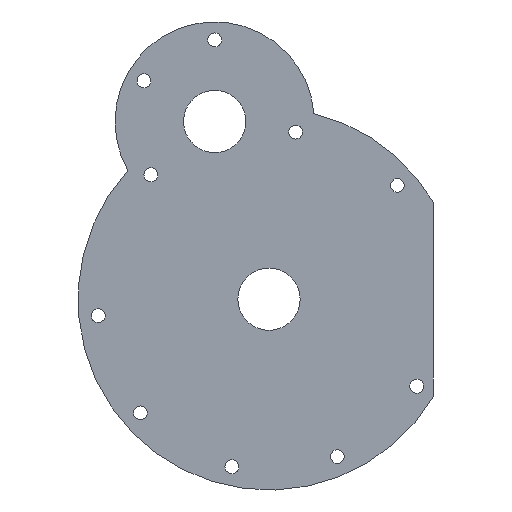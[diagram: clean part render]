
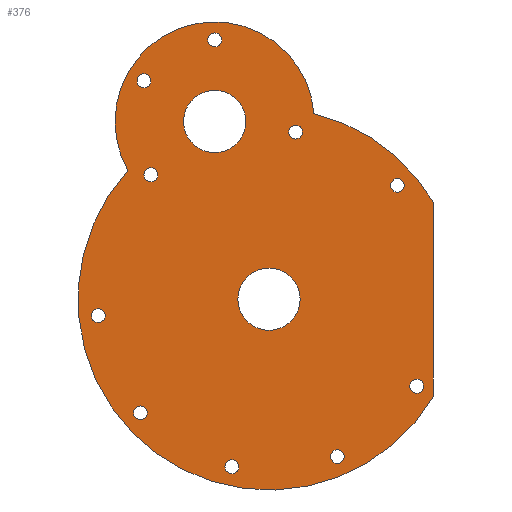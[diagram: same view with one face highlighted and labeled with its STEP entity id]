
A CAD part, left-side view. The second image highlights one B-rep face of the part: STEP entity #376.
In plain terms, the highlighted planar face has unit normal (-1, 0, 0).
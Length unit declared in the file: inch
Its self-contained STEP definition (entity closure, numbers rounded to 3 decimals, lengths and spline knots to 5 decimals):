
#27=FACE_BOUND('',#90,.T.);
#28=FACE_BOUND('',#91,.T.);
#29=FACE_BOUND('',#92,.T.);
#30=FACE_BOUND('',#93,.T.);
#31=FACE_BOUND('',#94,.T.);
#32=FACE_BOUND('',#95,.T.);
#33=FACE_BOUND('',#96,.T.);
#34=FACE_BOUND('',#97,.T.);
#35=FACE_BOUND('',#98,.T.);
#36=FACE_BOUND('',#99,.T.);
#37=FACE_BOUND('',#100,.T.);
#38=FACE_BOUND('',#101,.T.);
#41=PLANE('',#438);
#59=FACE_OUTER_BOUND('',#89,.T.);
#89=EDGE_LOOP('',(#328,#329,#330,#331));
#90=EDGE_LOOP('',(#332));
#91=EDGE_LOOP('',(#333));
#92=EDGE_LOOP('',(#334));
#93=EDGE_LOOP('',(#335));
#94=EDGE_LOOP('',(#336));
#95=EDGE_LOOP('',(#337));
#96=EDGE_LOOP('',(#338));
#97=EDGE_LOOP('',(#339));
#98=EDGE_LOOP('',(#340));
#99=EDGE_LOOP('',(#341));
#100=EDGE_LOOP('',(#342));
#101=EDGE_LOOP('',(#343));
#116=LINE('',#639,#134);
#134=VECTOR('',#535,0.3937);
#139=CIRCLE('',#393,0.125);
#141=CIRCLE('',#396,0.125);
#143=CIRCLE('',#399,0.125);
#145=CIRCLE('',#402,0.125);
#147=CIRCLE('',#405,0.125);
#149=CIRCLE('',#408,0.125);
#151=CIRCLE('',#411,0.125);
#153=CIRCLE('',#414,0.5625);
#155=CIRCLE('',#417,0.125);
#157=CIRCLE('',#420,0.125);
#159=CIRCLE('',#423,0.125);
#161=CIRCLE('',#426,0.5625);
#162=CIRCLE('',#428,3.45);
#164=CIRCLE('',#432,3.45);
#166=CIRCLE('',#435,1.8);
#169=VERTEX_POINT('',#559);
#171=VERTEX_POINT('',#565);
#173=VERTEX_POINT('',#571);
#175=VERTEX_POINT('',#577);
#177=VERTEX_POINT('',#583);
#179=VERTEX_POINT('',#589);
#181=VERTEX_POINT('',#595);
#183=VERTEX_POINT('',#601);
#185=VERTEX_POINT('',#607);
#187=VERTEX_POINT('',#613);
#189=VERTEX_POINT('',#619);
#191=VERTEX_POINT('',#625);
#192=VERTEX_POINT('',#629);
#193=VERTEX_POINT('',#630);
#196=VERTEX_POINT('',#638);
#198=VERTEX_POINT('',#644);
#202=EDGE_CURVE('',#169,#169,#139,.T.);
#205=EDGE_CURVE('',#171,#171,#141,.T.);
#208=EDGE_CURVE('',#173,#173,#143,.T.);
#211=EDGE_CURVE('',#175,#175,#145,.T.);
#214=EDGE_CURVE('',#177,#177,#147,.T.);
#217=EDGE_CURVE('',#179,#179,#149,.T.);
#220=EDGE_CURVE('',#181,#181,#151,.T.);
#223=EDGE_CURVE('',#183,#183,#153,.T.);
#226=EDGE_CURVE('',#185,#185,#155,.T.);
#229=EDGE_CURVE('',#187,#187,#157,.T.);
#232=EDGE_CURVE('',#189,#189,#159,.T.);
#235=EDGE_CURVE('',#191,#191,#161,.T.);
#236=EDGE_CURVE('',#192,#193,#162,.T.);
#240=EDGE_CURVE('',#196,#192,#116,.T.);
#243=EDGE_CURVE('',#198,#196,#164,.T.);
#246=EDGE_CURVE('',#193,#198,#166,.T.);
#328=ORIENTED_EDGE('',*,*,#246,.F.);
#329=ORIENTED_EDGE('',*,*,#236,.F.);
#330=ORIENTED_EDGE('',*,*,#240,.F.);
#331=ORIENTED_EDGE('',*,*,#243,.F.);
#332=ORIENTED_EDGE('',*,*,#202,.T.);
#333=ORIENTED_EDGE('',*,*,#205,.T.);
#334=ORIENTED_EDGE('',*,*,#208,.T.);
#335=ORIENTED_EDGE('',*,*,#211,.T.);
#336=ORIENTED_EDGE('',*,*,#235,.F.);
#337=ORIENTED_EDGE('',*,*,#232,.F.);
#338=ORIENTED_EDGE('',*,*,#229,.F.);
#339=ORIENTED_EDGE('',*,*,#226,.F.);
#340=ORIENTED_EDGE('',*,*,#223,.F.);
#341=ORIENTED_EDGE('',*,*,#220,.F.);
#342=ORIENTED_EDGE('',*,*,#217,.F.);
#343=ORIENTED_EDGE('',*,*,#214,.F.);
#376=ADVANCED_FACE('',(#59,#27,#28,#29,#30,#31,#32,#33,#34,#35,#36,#37,
#38),#41,.F.);
#393=AXIS2_PLACEMENT_3D('',#561,#446,#447);
#396=AXIS2_PLACEMENT_3D('',#567,#453,#454);
#399=AXIS2_PLACEMENT_3D('',#573,#460,#461);
#402=AXIS2_PLACEMENT_3D('',#579,#467,#468);
#405=AXIS2_PLACEMENT_3D('',#585,#474,#475);
#408=AXIS2_PLACEMENT_3D('',#591,#481,#482);
#411=AXIS2_PLACEMENT_3D('',#597,#488,#489);
#414=AXIS2_PLACEMENT_3D('',#603,#495,#496);
#417=AXIS2_PLACEMENT_3D('',#609,#502,#503);
#420=AXIS2_PLACEMENT_3D('',#615,#509,#510);
#423=AXIS2_PLACEMENT_3D('',#621,#516,#517);
#426=AXIS2_PLACEMENT_3D('',#627,#523,#524);
#428=AXIS2_PLACEMENT_3D('',#631,#527,#528);
#432=AXIS2_PLACEMENT_3D('',#645,#540,#541);
#435=AXIS2_PLACEMENT_3D('',#650,#547,#548);
#438=AXIS2_PLACEMENT_3D('',#653,#553,#554);
#446=DIRECTION('center_axis',(1.,0.,0.));
#447=DIRECTION('ref_axis',(0.,0.,-1.));
#453=DIRECTION('center_axis',(1.,0.,0.));
#454=DIRECTION('ref_axis',(0.,0.,-1.));
#460=DIRECTION('center_axis',(1.,0.,0.));
#461=DIRECTION('ref_axis',(0.,0.,-1.));
#467=DIRECTION('center_axis',(1.,0.,0.));
#468=DIRECTION('ref_axis',(0.,0.,-1.));
#474=DIRECTION('center_axis',(-1.,0.,0.));
#475=DIRECTION('ref_axis',(0.,0.,-1.));
#481=DIRECTION('center_axis',(-1.,0.,0.));
#482=DIRECTION('ref_axis',(0.,0.,-1.));
#488=DIRECTION('center_axis',(-1.,0.,0.));
#489=DIRECTION('ref_axis',(0.,0.,-1.));
#495=DIRECTION('center_axis',(-1.,0.,0.));
#496=DIRECTION('ref_axis',(0.,0.,-1.));
#502=DIRECTION('center_axis',(-1.,0.,0.));
#503=DIRECTION('ref_axis',(0.,0.,-1.));
#509=DIRECTION('center_axis',(-1.,0.,0.));
#510=DIRECTION('ref_axis',(0.,0.,-1.));
#516=DIRECTION('center_axis',(-1.,0.,0.));
#517=DIRECTION('ref_axis',(0.,0.,-1.));
#523=DIRECTION('center_axis',(-1.,0.,0.));
#524=DIRECTION('ref_axis',(0.,0.,-1.));
#527=DIRECTION('center_axis',(1.,0.,0.));
#528=DIRECTION('ref_axis',(0.,-0.862,-0.507));
#535=DIRECTION('',(0.,0.,-1.));
#540=DIRECTION('center_axis',(1.,0.,0.));
#541=DIRECTION('ref_axis',(0.,0.739,0.674));
#547=DIRECTION('center_axis',(1.,0.,0.));
#548=DIRECTION('ref_axis',(0.,0.276,0.961));
#553=DIRECTION('center_axis',(1.,0.,0.));
#554=DIRECTION('ref_axis',(0.,0.,-1.));
#559=CARTESIAN_POINT('',(0.,0.,1.6));
#561=CARTESIAN_POINT('Origin',(0.,0.,1.475));
#565=CARTESIAN_POINT('',(0.,1.15267,-0.83658));
#567=CARTESIAN_POINT('Origin',(0.,1.15267,-0.96158));
#571=CARTESIAN_POINT('',(0.,1.27752,0.86258));
#573=CARTESIAN_POINT('Origin',(0.,1.27752,0.73758));
#577=CARTESIAN_POINT('',(0.,-1.46238,-0.06753));
#579=CARTESIAN_POINT('Origin',(0.,-1.46238,-0.19253));
#583=CARTESIAN_POINT('',(0.,-3.6526,-4.65821));
#585=CARTESIAN_POINT('Origin',(0.,-3.6526,-4.78321));
#589=CARTESIAN_POINT('',(0.,-3.30301,-1.03075));
#591=CARTESIAN_POINT('Origin',(0.,-3.30301,-1.15575));
#595=CARTESIAN_POINT('',(0.,2.10429,-3.38245));
#597=CARTESIAN_POINT('Origin',(0.,2.10429,-3.50745));
#601=CARTESIAN_POINT('',(0.,-0.98142,-2.64757));
#603=CARTESIAN_POINT('Origin',(0.,-0.98142,-3.21007));
#607=CARTESIAN_POINT('',(0.,-2.21778,-5.92785));
#609=CARTESIAN_POINT('Origin',(0.,-2.21778,-6.05285));
#613=CARTESIAN_POINT('',(0.,-0.31071,-6.11164));
#615=CARTESIAN_POINT('Origin',(0.,-0.31071,-6.23664));
#619=CARTESIAN_POINT('',(0.,1.34018,-5.13938));
#621=CARTESIAN_POINT('Origin',(0.,1.34018,-5.26438));
#625=CARTESIAN_POINT('',(0.,0.,0.5625));
#627=CARTESIAN_POINT('Origin',(0.,0.,0.));
#629=CARTESIAN_POINT('',(0.,-3.95418,-4.96083));
#630=CARTESIAN_POINT('',(0.,1.56741,-0.88499));
#631=CARTESIAN_POINT('Origin',(0.,-0.98142,-3.21007));
#638=CARTESIAN_POINT('',(0.,-3.95418,-1.45931));
#639=CARTESIAN_POINT('',(0.,-3.95418,5.43173));
#644=CARTESIAN_POINT('',(0.,-1.79433,0.14279));
#645=CARTESIAN_POINT('Origin',(0.,-0.98142,-3.21007));
#650=CARTESIAN_POINT('Origin',(0.,0.,0.));
#653=CARTESIAN_POINT('Origin',(0.,-0.7428,-2.43003));
